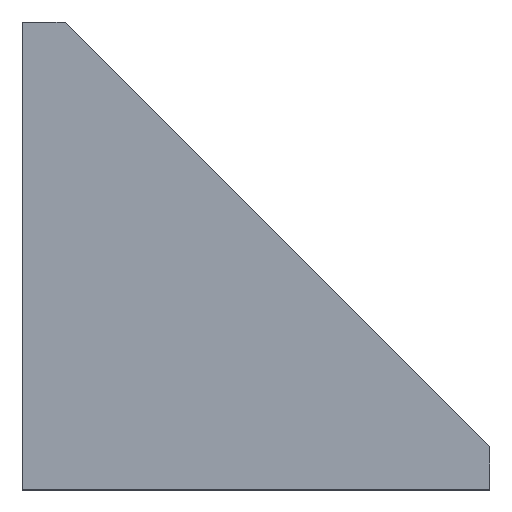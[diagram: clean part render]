
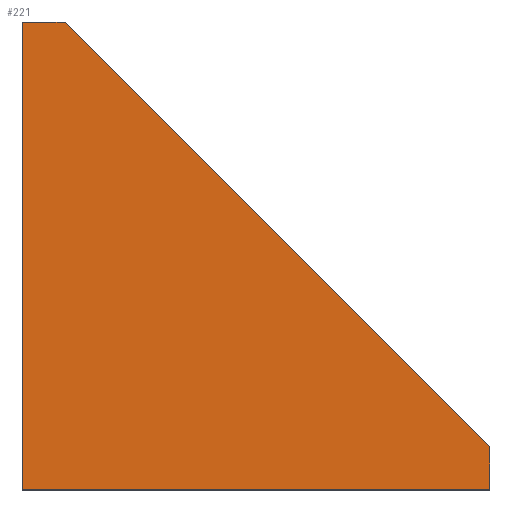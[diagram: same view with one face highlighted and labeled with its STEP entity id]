
A CAD part, top view. The second image highlights one B-rep face of the part: STEP entity #221.
In plain terms, the highlighted planar face has unit normal (0, 0, 1).
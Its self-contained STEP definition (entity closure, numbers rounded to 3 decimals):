
#221=ADVANCED_FACE('',(#261),#262,.F.);
#261=FACE_OUTER_BOUND('',#317,.T.);
#262=PLANE('',#318);
#317=EDGE_LOOP('',(#425,#426,#427,#428,#429));
#318=AXIS2_PLACEMENT_3D('',#430,#431,#432);
#425=ORIENTED_EDGE('',*,*,#575,.F.);
#426=ORIENTED_EDGE('',*,*,#551,.T.);
#427=ORIENTED_EDGE('',*,*,#576,.F.);
#428=ORIENTED_EDGE('',*,*,#559,.T.);
#429=ORIENTED_EDGE('',*,*,#549,.T.);
#430=CARTESIAN_POINT('',(0.0,0.0,21.5));
#431=DIRECTION('',(0.0,0.0,-1.0));
#432=DIRECTION('',(-1.0,0.0,0.0));
#549=EDGE_CURVE('',#622,#620,#623,.T.);
#551=EDGE_CURVE('',#625,#626,#627,.T.);
#559=EDGE_CURVE('',#637,#622,#640,.T.);
#575=EDGE_CURVE('',#625,#620,#668,.T.);
#576=EDGE_CURVE('',#637,#626,#669,.T.);
#620=VERTEX_POINT('',#724);
#622=VERTEX_POINT('',#727);
#623=LINE('',#728,#729);
#625=VERTEX_POINT('',#732);
#626=VERTEX_POINT('',#733);
#627=LINE('',#734,#735);
#637=VERTEX_POINT('',#749);
#640=LINE('',#754,#755);
#668=LINE('',#794,#795);
#669=LINE('',#796,#797);
#724=CARTESIAN_POINT('',(87.0,0.0,21.5));
#727=CARTESIAN_POINT('',(0.,0.0,21.5));
#728=CARTESIAN_POINT('',(47.5,0.0,21.5));
#729=VECTOR('',#853,1.0);
#732=CARTESIAN_POINT('',(87.0,8.0,21.5));
#733=CARTESIAN_POINT('',(8.,87.0,21.5));
#734=CARTESIAN_POINT('',(91.0,4.0,21.5));
#735=VECTOR('',#855,1.0);
#749=CARTESIAN_POINT('',(0.,87.0,21.5));
#754=CARTESIAN_POINT('',(0.0,47.5,21.5));
#755=VECTOR('',#865,1.0);
#794=CARTESIAN_POINT('',(87.0,0.,21.5));
#795=VECTOR('',#889,1.0);
#796=CARTESIAN_POINT('',(0.,87.0,21.5));
#797=VECTOR('',#890,1.0);
#853=DIRECTION('',(1.0,0.,0.0));
#855=DIRECTION('',(-0.707,0.707,0.0));
#865=DIRECTION('',(0.,-1.0,0.0));
#889=DIRECTION('',(0.,-1.0,0.0));
#890=DIRECTION('',(1.0,0.,0.0));
